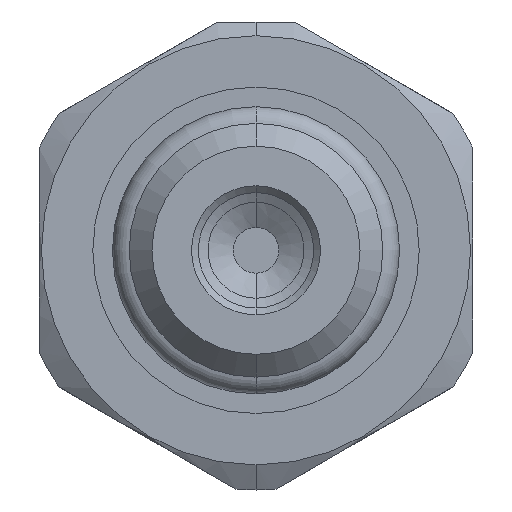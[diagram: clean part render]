
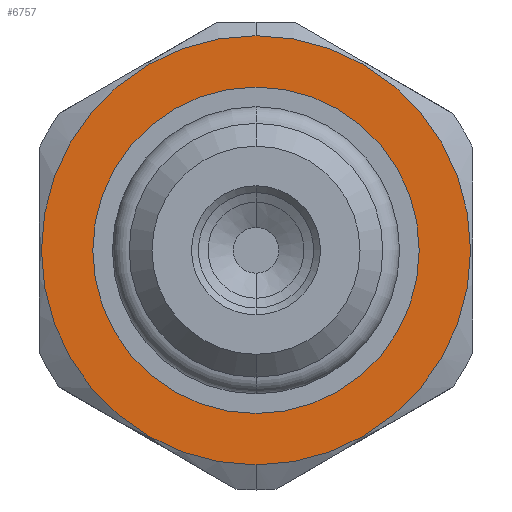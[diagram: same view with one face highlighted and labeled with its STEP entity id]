
A CAD part, front view. The second image highlights one B-rep face of the part: STEP entity #6757.
In plain terms, the highlighted planar face has unit normal (0, -1, 0).
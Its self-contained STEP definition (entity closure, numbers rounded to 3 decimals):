
#168 = PLANE ( 'NONE',  #4951 ) ;
#390 = DIRECTION ( 'NONE',  ( 0., -1., 0. ) ) ;
#475 = DIRECTION ( 'NONE',  ( 0., -1., 0. ) ) ;
#798 = DIRECTION ( 'NONE',  ( 0., 0., -1. ) ) ;
#1011 = VERTEX_POINT ( 'NONE', #7526 ) ;
#1194 = FACE_BOUND ( 'NONE', #7567, .T. ) ;
#1265 = ORIENTED_EDGE ( 'NONE', *, *, #1350, .F. ) ;
#1272 = CIRCLE ( 'NONE', #4067, 7.15 ) ;
#1350 = EDGE_CURVE ( 'NONE', #5546, #1011, #1272, .T. ) ;
#1565 = CIRCLE ( 'NONE', #3315, 9.4 ) ;
#2074 = DIRECTION ( 'NONE',  ( 0., -1., 0. ) ) ;
#2351 = DIRECTION ( 'NONE',  ( 0., 0., -1. ) ) ;
#2405 = VERTEX_POINT ( 'NONE', #5178 ) ;
#2622 = CIRCLE ( 'NONE', #7065, 9.4 ) ;
#2652 = CARTESIAN_POINT ( 'NONE',  ( 0., 11.44, -9.4 ) ) ;
#2701 = CARTESIAN_POINT ( 'NONE',  ( 7.15, 11.44, 0. ) ) ;
#2753 = EDGE_CURVE ( 'NONE', #1011, #5546, #7791, .T. ) ;
#3204 = CARTESIAN_POINT ( 'NONE',  ( 0., 11.44, 0. ) ) ;
#3315 = AXIS2_PLACEMENT_3D ( 'NONE', #6691, #3612, #5343 ) ;
#3612 = DIRECTION ( 'NONE',  ( 0., -1., 0. ) ) ;
#3856 = AXIS2_PLACEMENT_3D ( 'NONE', #7233, #390, #4246 ) ;
#3861 = EDGE_CURVE ( 'NONE', #5525, #2405, #1565, .T. ) ;
#4067 = AXIS2_PLACEMENT_3D ( 'NONE', #3204, #4402, #5716 ) ;
#4246 = DIRECTION ( 'NONE',  ( 0., 0., -1. ) ) ;
#4293 = CARTESIAN_POINT ( 'NONE',  ( 0., 11.44, 0. ) ) ;
#4306 = EDGE_LOOP ( 'NONE', ( #5213, #5700 ) ) ;
#4402 = DIRECTION ( 'NONE',  ( 0., -1., 0. ) ) ;
#4951 = AXIS2_PLACEMENT_3D ( 'NONE', #2701, #2074, #798 ) ;
#5178 = CARTESIAN_POINT ( 'NONE',  ( 0., 11.44, 9.4 ) ) ;
#5213 = ORIENTED_EDGE ( 'NONE', *, *, #7116, .T. ) ;
#5343 = DIRECTION ( 'NONE',  ( 0., 0., -1. ) ) ;
#5525 = VERTEX_POINT ( 'NONE', #2652 ) ;
#5546 = VERTEX_POINT ( 'NONE', #5752 ) ;
#5689 = ORIENTED_EDGE ( 'NONE', *, *, #2753, .F. ) ;
#5700 = ORIENTED_EDGE ( 'NONE', *, *, #3861, .T. ) ;
#5716 = DIRECTION ( 'NONE',  ( 0., 0., -1. ) ) ;
#5752 = CARTESIAN_POINT ( 'NONE',  ( 0., 11.44, 7.15 ) ) ;
#6691 = CARTESIAN_POINT ( 'NONE',  ( 0., 11.44, 0. ) ) ;
#6757 = ADVANCED_FACE ( 'NONE', ( #8137, #1194 ), #168, .T. ) ;
#7065 = AXIS2_PLACEMENT_3D ( 'NONE', #4293, #475, #2351 ) ;
#7116 = EDGE_CURVE ( 'NONE', #2405, #5525, #2622, .T. ) ;
#7233 = CARTESIAN_POINT ( 'NONE',  ( 0., 11.44, 0. ) ) ;
#7526 = CARTESIAN_POINT ( 'NONE',  ( 0., 11.44, -7.15 ) ) ;
#7567 = EDGE_LOOP ( 'NONE', ( #5689, #1265 ) ) ;
#7791 = CIRCLE ( 'NONE', #3856, 7.15 ) ;
#8137 = FACE_OUTER_BOUND ( 'NONE', #4306, .T. ) ;
